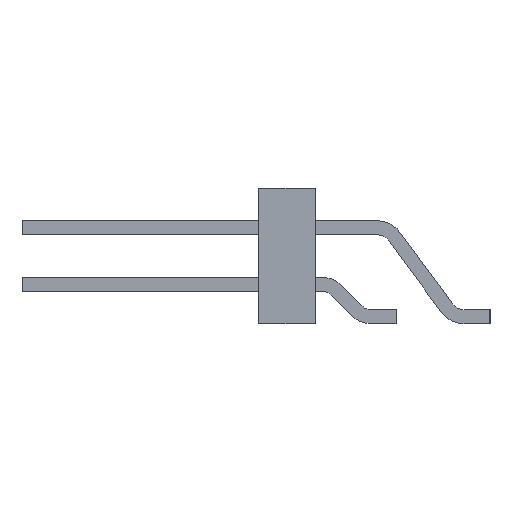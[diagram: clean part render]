
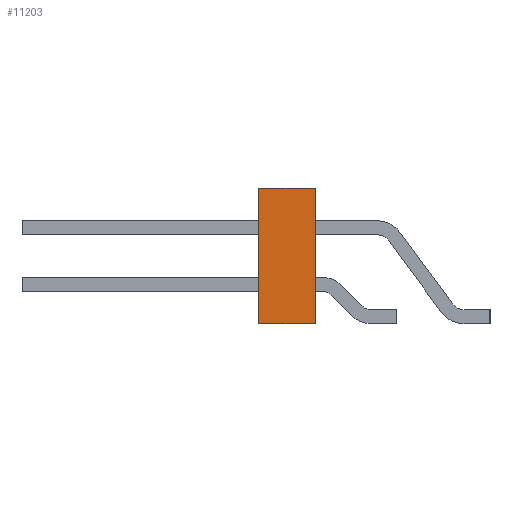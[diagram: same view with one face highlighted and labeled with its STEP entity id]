
A CAD part, left-side view. The second image highlights one B-rep face of the part: STEP entity #11203.
In plain terms, the highlighted face is planar.
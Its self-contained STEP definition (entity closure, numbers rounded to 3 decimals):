
#1258 = VERTEX_POINT('',#1259);
#1259 = CARTESIAN_POINT('',(11.43,3.048,1.27));
#1265 = EDGE_CURVE('',#1258,#1266,#1268,.T.);
#1266 = VERTEX_POINT('',#1267);
#1267 = CARTESIAN_POINT('',(11.43,3.048,-1.27));
#1268 = LINE('',#1269,#1270);
#1269 = CARTESIAN_POINT('',(11.43,3.048,1.27));
#1270 = VECTOR('',#1271,1.);
#1271 = DIRECTION('',(0.,0.,-1.));
#4754 = VERTEX_POINT('',#4755);
#4755 = CARTESIAN_POINT('',(11.43,-3.048,-1.27));
#4761 = EDGE_CURVE('',#4762,#4754,#4764,.T.);
#4762 = VERTEX_POINT('',#4763);
#4763 = CARTESIAN_POINT('',(11.43,-3.048,1.27));
#4764 = LINE('',#4765,#4766);
#4765 = CARTESIAN_POINT('',(11.43,-3.048,1.27));
#4766 = VECTOR('',#4767,1.);
#4767 = DIRECTION('',(0.,0.,-1.));
#8517 = EDGE_CURVE('',#4762,#1258,#8518,.T.);
#8518 = LINE('',#8519,#8520);
#8519 = CARTESIAN_POINT('',(11.43,-3.048,1.27));
#8520 = VECTOR('',#8521,1.);
#8521 = DIRECTION('',(0.,1.,0.));
#9956 = EDGE_CURVE('',#4754,#1266,#9957,.T.);
#9957 = LINE('',#9958,#9959);
#9958 = CARTESIAN_POINT('',(11.43,-3.048,-1.27));
#9959 = VECTOR('',#9960,1.);
#9960 = DIRECTION('',(0.,1.,0.));
#11203 = ADVANCED_FACE('',(#11204),#11210,.F.);
#11204 = FACE_BOUND('',#11205,.T.);
#11205 = EDGE_LOOP('',(#11206,#11207,#11208,#11209));
#11206 = ORIENTED_EDGE('',*,*,#9956,.T.);
#11207 = ORIENTED_EDGE('',*,*,#1265,.F.);
#11208 = ORIENTED_EDGE('',*,*,#8517,.F.);
#11209 = ORIENTED_EDGE('',*,*,#4761,.T.);
#11210 = PLANE('',#11211);
#11211 = AXIS2_PLACEMENT_3D('',#11212,#11213,#11214);
#11212 = CARTESIAN_POINT('',(11.43,-3.048,1.27));
#11213 = DIRECTION('',(-1.,0.,0.));
#11214 = DIRECTION('',(0.,0.,1.));
